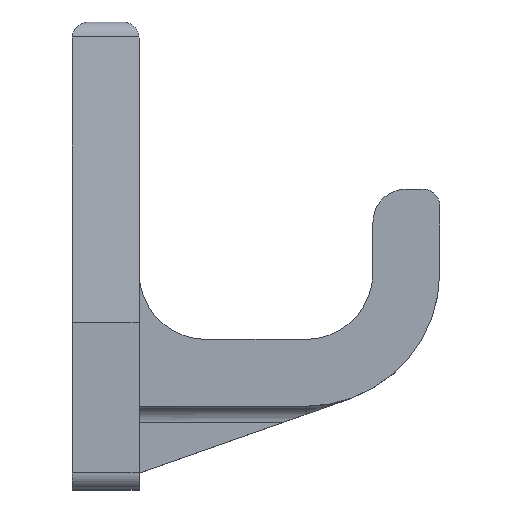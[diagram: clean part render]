
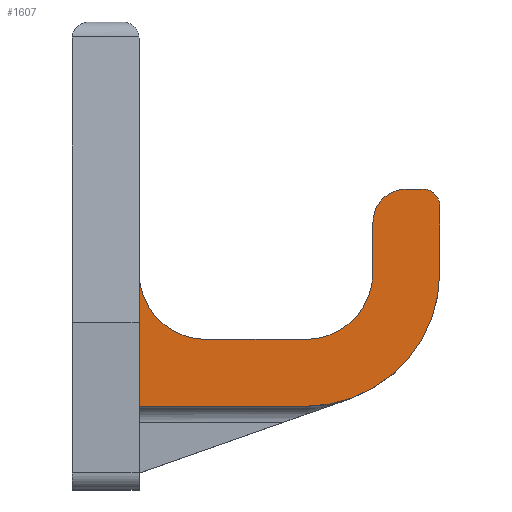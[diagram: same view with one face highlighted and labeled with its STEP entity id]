
A CAD part, top view. The second image highlights one B-rep face of the part: STEP entity #1607.
In plain terms, the highlighted planar face has unit normal (0, 0, 1).
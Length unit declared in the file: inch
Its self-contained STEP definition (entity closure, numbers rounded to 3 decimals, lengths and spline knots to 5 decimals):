
#26 = CIRCLE ( 'NONE', #1354, 0.25 ) ;
#36 = LINE ( 'NONE', #1035, #37 ) ;
#37 = VECTOR ( 'NONE', #1034, 39.37008 ) ;
#42 = LINE ( 'NONE', #1027, #43 ) ;
#43 = VECTOR ( 'NONE', #1025, 39.37008 ) ;
#49 = LINE ( 'NONE', #1016, #50 ) ;
#50 = VECTOR ( 'NONE', #1015, 39.37008 ) ;
#55 = CIRCLE ( 'NONE', #1355, 0.5 ) ;
#74 = EDGE_CURVE ( 'NONE', #169, #172, #1573, .T. ) ;
#77 = EDGE_CURVE ( 'NONE', #172, #180, #1576, .T. ) ;
#80 = EDGE_CURVE ( 'NONE', #193, #233, #1581, .T. ) ;
#108 = EDGE_CURVE ( 'NONE', #227, #193, #567, .T. ) ;
#168 = VERTEX_POINT ( 'NONE', #245 ) ;
#169 = VERTEX_POINT ( 'NONE', #1018 ) ;
#172 = VERTEX_POINT ( 'NONE', #996 ) ;
#175 = VERTEX_POINT ( 'NONE', #982 ) ;
#180 = VERTEX_POINT ( 'NONE', #928 ) ;
#183 = DIRECTION ( 'NONE',  ( 1., 0., 0. ) ) ;
#184 = VERTEX_POINT ( 'NONE', #908 ) ;
#192 = VERTEX_POINT ( 'NONE', #875 ) ;
#193 = VERTEX_POINT ( 'NONE', #874 ) ;
#227 = VERTEX_POINT ( 'NONE', #716 ) ;
#233 = VERTEX_POINT ( 'NONE', #692 ) ;
#245 = CARTESIAN_POINT ( 'NONE',  ( 2.75, 2.125, 0.375 ) ) ;
#253 = CARTESIAN_POINT ( 'NONE',  ( 1.75, 1.625, 0.375 ) ) ;
#326 = DIRECTION ( 'NONE',  ( 0., -1., 0. ) ) ;
#332 = VERTEX_POINT ( 'NONE', #684 ) ;
#341 = CARTESIAN_POINT ( 'NONE',  ( -3.57144, 0.625, 0.375 ) ) ;
#346 = DIRECTION ( 'NONE',  ( -1., 0., 0. ) ) ;
#347 = CARTESIAN_POINT ( 'NONE',  ( 0.5, 1.125, 0.375 ) ) ;
#444 = DIRECTION ( 'NONE',  ( 0., -1., 0. ) ) ;
#447 = CARTESIAN_POINT ( 'NONE',  ( 0.5, 2.25, 0.375 ) ) ;
#478 = DIRECTION ( 'NONE',  ( 0., 0., -1. ) ) ;
#531 = EDGE_CURVE ( 'NONE', #332, #184, #26, .T. ) ;
#567 = LINE ( 'NONE', #447, #575 ) ;
#575 = VECTOR ( 'NONE', #444, 39.37008 ) ;
#611 = EDGE_CURVE ( 'NONE', #168, #192, #36, .T. ) ;
#614 = EDGE_CURVE ( 'NONE', #184, #175, #42, .T. ) ;
#676 = DIRECTION ( 'NONE',  ( 0., -1., 0. ) ) ;
#678 = CARTESIAN_POINT ( 'NONE',  ( 2.5, 2., 0.375 ) ) ;
#679 = DIRECTION ( 'NONE',  ( 0., 0., -1. ) ) ;
#684 = CARTESIAN_POINT ( 'NONE',  ( 2.25, 2., 0.375 ) ) ;
#692 = CARTESIAN_POINT ( 'NONE',  ( 1.75, 0.625, 0.375 ) ) ;
#716 = CARTESIAN_POINT ( 'NONE',  ( 0.5, 1.625, 0.375 ) ) ;
#850 = DIRECTION ( 'NONE',  ( 0., -1., 0. ) ) ;
#852 = DIRECTION ( 'NONE',  ( 0., 0., 1. ) ) ;
#858 = CARTESIAN_POINT ( 'NONE',  ( -3.57144, 2.25, 0.375 ) ) ;
#860 = PLANE ( 'NONE',  #1187 ) ;
#874 = CARTESIAN_POINT ( 'NONE',  ( 0.5, 0.625, 0.375 ) ) ;
#875 = CARTESIAN_POINT ( 'NONE',  ( 2.75, 1.625, 0.375 ) ) ;
#908 = CARTESIAN_POINT ( 'NONE',  ( 2.5, 2.25, 0.375 ) ) ;
#928 = CARTESIAN_POINT ( 'NONE',  ( 1., 1.125, 0.375 ) ) ;
#933 = DIRECTION ( 'NONE',  ( 0., -1., 0. ) ) ;
#934 = DIRECTION ( 'NONE',  ( 0., 0., 1. ) ) ;
#937 = DIRECTION ( 'NONE',  ( 0., -1., 0. ) ) ;
#938 = DIRECTION ( 'NONE',  ( 0., 0., -1. ) ) ;
#945 = CARTESIAN_POINT ( 'NONE',  ( 1.75, 1.625, 0.375 ) ) ;
#950 = CARTESIAN_POINT ( 'NONE',  ( 2.625, 2.125, 0.375 ) ) ;
#982 = CARTESIAN_POINT ( 'NONE',  ( 2.625, 2.25, 0.375 ) ) ;
#996 = CARTESIAN_POINT ( 'NONE',  ( 1.75, 1.125, 0.375 ) ) ;
#1011 = DIRECTION ( 'NONE',  ( 0., -1., 0. ) ) ;
#1012 = DIRECTION ( 'NONE',  ( 0., 0., -1. ) ) ;
#1015 = DIRECTION ( 'NONE',  ( 0., -1., 0. ) ) ;
#1016 = CARTESIAN_POINT ( 'NONE',  ( 2.25, 1.625, 0.375 ) ) ;
#1018 = CARTESIAN_POINT ( 'NONE',  ( 2.25, 1.625, 0.375 ) ) ;
#1020 = CARTESIAN_POINT ( 'NONE',  ( 1., 1.625, 0.375 ) ) ;
#1025 = DIRECTION ( 'NONE',  ( 1., 0., 0. ) ) ;
#1027 = CARTESIAN_POINT ( 'NONE',  ( -3.57144, 2.25, 0.375 ) ) ;
#1034 = DIRECTION ( 'NONE',  ( 0., -1., 0. ) ) ;
#1035 = CARTESIAN_POINT ( 'NONE',  ( 2.75, 2.25, 0.375 ) ) ;
#1039 = EDGE_CURVE ( 'NONE', #332, #169, #49, .T. ) ;
#1043 = EDGE_LOOP ( 'NONE', ( #1425, #1542, #1551, #1430, #1557, #1518, #1548, #1558, #1546, #1550, #1275 ) ) ;
#1092 = EDGE_CURVE ( 'NONE', #180, #227, #55, .T. ) ;
#1130 = CIRCLE ( 'NONE', #1364, 0.125 ) ;
#1132 = CIRCLE ( 'NONE', #1361, 1. ) ;
#1155 = FACE_OUTER_BOUND ( 'NONE', #1043, .T. ) ;
#1187 = AXIS2_PLACEMENT_3D ( 'NONE', #858, #852, #850 ) ;
#1275 = ORIENTED_EDGE ( 'NONE', *, *, #80, .T. ) ;
#1330 = AXIS2_PLACEMENT_3D ( 'NONE', #253, #478, #326 ) ;
#1354 = AXIS2_PLACEMENT_3D ( 'NONE', #678, #679, #676 ) ;
#1355 = AXIS2_PLACEMENT_3D ( 'NONE', #1020, #1012, #1011 ) ;
#1361 = AXIS2_PLACEMENT_3D ( 'NONE', #945, #934, #933 ) ;
#1364 = AXIS2_PLACEMENT_3D ( 'NONE', #950, #938, #937 ) ;
#1395 = EDGE_CURVE ( 'NONE', #175, #168, #1130, .T. ) ;
#1396 = EDGE_CURVE ( 'NONE', #233, #192, #1132, .T. ) ;
#1425 = ORIENTED_EDGE ( 'NONE', *, *, #1396, .T. ) ;
#1430 = ORIENTED_EDGE ( 'NONE', *, *, #614, .F. ) ;
#1518 = ORIENTED_EDGE ( 'NONE', *, *, #1039, .T. ) ;
#1542 = ORIENTED_EDGE ( 'NONE', *, *, #611, .F. ) ;
#1546 = ORIENTED_EDGE ( 'NONE', *, *, #1092, .T. ) ;
#1548 = ORIENTED_EDGE ( 'NONE', *, *, #74, .T. ) ;
#1550 = ORIENTED_EDGE ( 'NONE', *, *, #108, .T. ) ;
#1551 = ORIENTED_EDGE ( 'NONE', *, *, #1395, .F. ) ;
#1557 = ORIENTED_EDGE ( 'NONE', *, *, #531, .F. ) ;
#1558 = ORIENTED_EDGE ( 'NONE', *, *, #77, .T. ) ;
#1573 = CIRCLE ( 'NONE', #1330, 0.5 ) ;
#1576 = LINE ( 'NONE', #347, #1577 ) ;
#1577 = VECTOR ( 'NONE', #346, 39.37008 ) ;
#1581 = LINE ( 'NONE', #341, #1582 ) ;
#1582 = VECTOR ( 'NONE', #183, 39.37008 ) ;
#1607 = ADVANCED_FACE ( 'NONE', ( #1155 ), #860, .T. ) ;
